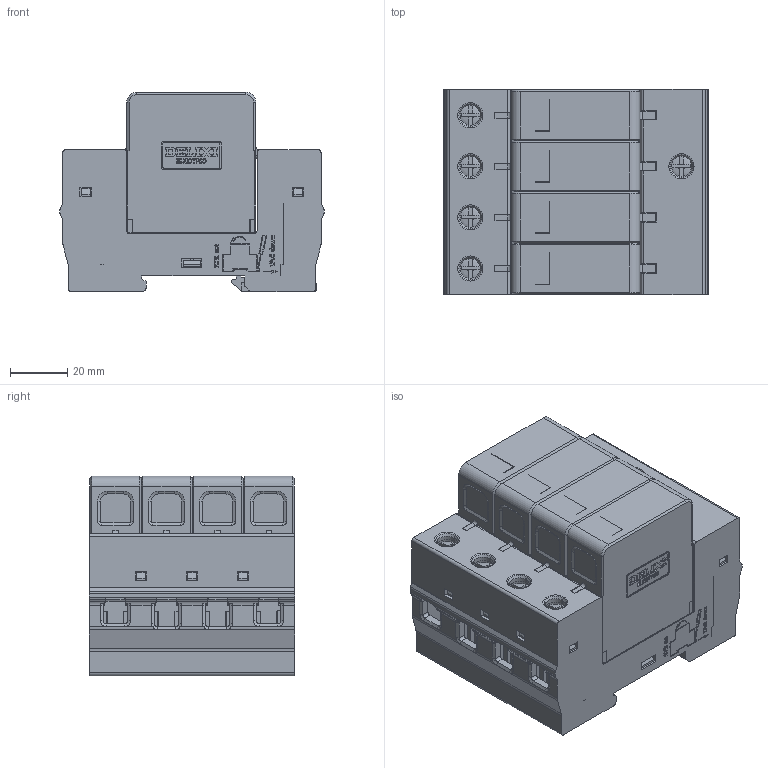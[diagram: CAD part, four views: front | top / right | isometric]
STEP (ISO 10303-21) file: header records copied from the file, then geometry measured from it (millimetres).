
FILE_DESCRIPTION((''),'2;1');
FILE_NAME('2DLX_207_001_46_ASM_SW0001','2019-12-12T',('linxiao.guan'),(''),'PRO/ENGINEER BY PARAMETRIC TECHNOLOGY CORPORATION, 2015440','PRO/ENGINEER BY PARAMETRIC TECHNOLOGY CORPORATION, 2015440','');
FILE_SCHEMA(('CONFIG_CONTROL_DESIGN'));
Products named in the file (1): 2DLX_207_001_46_ASM_SW0001
Bounding box: 92 x 71.6 x 69.5 mm (x, y, z)
Volume: 100122.7 mm3; surface area: 120153.9 mm2
Topology: 2 solids, 2 shells, 4685 faces, 13628 edges, 8977 vertices
Faces by surface type: plane 4112, cylinder 423, cone 78, torus 34, sphere 20, bspline 18
Entity records: 159228 total; most frequent: CARTESIAN_POINT 34679, ORIENTED_EDGE 27246, DIRECTION 23772, EDGE_CURVE 13623, VECTOR 12264, LINE 12264, VERTEX_POINT 8977, AXIS2_PLACEMENT_3D 5754
